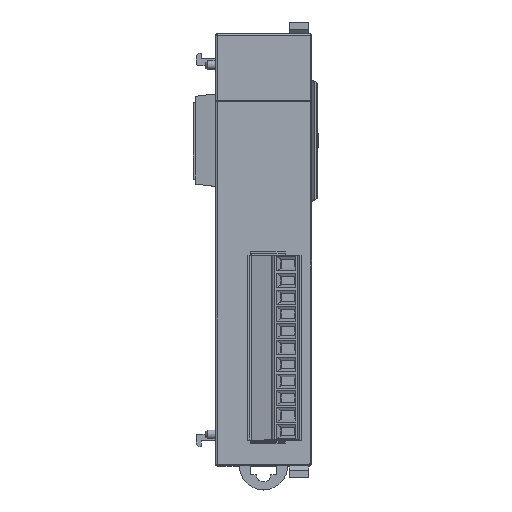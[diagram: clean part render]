
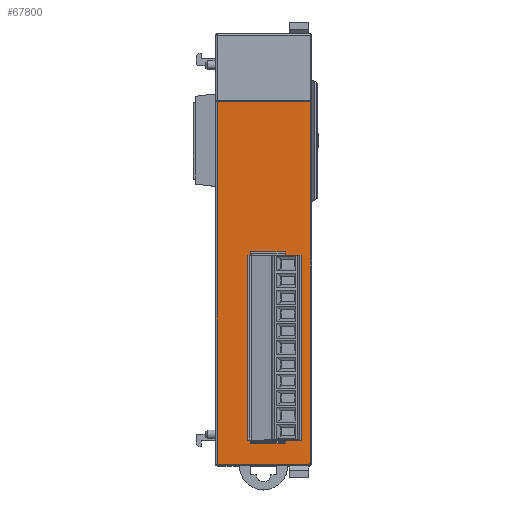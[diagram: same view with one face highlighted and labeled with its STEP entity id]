
A CAD part, top view. The second image highlights one B-rep face of the part: STEP entity #67800.
In plain terms, the highlighted planar face has unit normal (0, 0, 1).
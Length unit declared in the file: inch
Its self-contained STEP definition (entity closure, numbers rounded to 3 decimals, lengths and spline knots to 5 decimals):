
#135 = CARTESIAN_POINT ( 'NONE',  ( 0.17835, -1.338, 2.3622 ) ) ;
#1370 = ORIENTED_EDGE ( 'NONE', *, *, #52311, .T. ) ;
#3188 = CARTESIAN_POINT ( 'NONE',  ( 0.37736, -1.5191, 2.3622 ) ) ;
#4758 = DIRECTION ( 'NONE',  ( 0., 1., 0. ) ) ;
#6500 = ORIENTED_EDGE ( 'NONE', *, *, #39173, .T. ) ;
#6648 = VECTOR ( 'NONE', #59172, 39.37008 ) ;
#7163 = ORIENTED_EDGE ( 'NONE', *, *, #67006, .T. ) ;
#7628 = LINE ( 'NONE', #30705, #25708 ) ;
#9810 = EDGE_CURVE ( 'NONE', #11647, #11901, #64812, .T. ) ;
#10242 = CARTESIAN_POINT ( 'NONE',  ( 0.37923, -1.51832, 2.3622 ) ) ;
#11094 = CARTESIAN_POINT ( 'NONE',  ( 0.17835, -1.34981, 2.3622 ) ) ;
#11647 = VERTEX_POINT ( 'NONE', #12394 ) ;
#11768 = CARTESIAN_POINT ( 'NONE',  ( 0.38307, -1.51123, 2.3622 ) ) ;
#11901 = VERTEX_POINT ( 'NONE', #73517 ) ;
#12394 = CARTESIAN_POINT ( 'NONE',  ( 0.17835, 0.22499, 2.3622 ) ) ;
#13146 = DIRECTION ( 'NONE',  ( -1., 0., 0. ) ) ;
#13667 = ORIENTED_EDGE ( 'NONE', *, *, #60401, .T. ) ;
#15269 = ORIENTED_EDGE ( 'NONE', *, *, #25091, .T. ) ;
#16017 = VECTOR ( 'NONE', #76508, 39.37008 ) ;
#17226 = CARTESIAN_POINT ( 'NONE',  ( 0.31614, 0.22499, 2.3622 ) ) ;
#17255 = CARTESIAN_POINT ( 'NONE',  ( 0.38307, 1.45334, 2.3622 ) ) ;
#19288 = DIRECTION ( 'NONE',  ( 0., 1., 0. ) ) ;
#20453 = LINE ( 'NONE', #92014, #16017 ) ;
#20744 = EDGE_LOOP ( 'NONE', ( #6500, #75679, #1370, #30704, #15269, #7163 ) ) ;
#24065 = VECTOR ( 'NONE', #51326, 39.37008 ) ;
#24975 = VERTEX_POINT ( 'NONE', #11768 ) ;
#25091 = EDGE_CURVE ( 'NONE', #80395, #54252, #84700, .T. ) ;
#25708 = VECTOR ( 'NONE', #36358, 39.37008 ) ;
#27596 = DIRECTION ( 'NONE',  ( 0., 0., 1. ) ) ;
#30704 = ORIENTED_EDGE ( 'NONE', *, *, #85517, .F. ) ;
#30705 = CARTESIAN_POINT ( 'NONE',  ( 0.17835, 0.24074, 2.3622 ) ) ;
#32672 = LINE ( 'NONE', #53408, #67125 ) ;
#33072 = VERTEX_POINT ( 'NONE', #79521 ) ;
#33626 = CARTESIAN_POINT ( 'NONE',  ( 0.31614, -1.5191, 2.3622 ) ) ;
#35037 = ORIENTED_EDGE ( 'NONE', *, *, #62924, .F. ) ;
#35730 = EDGE_CURVE ( 'NONE', #59294, #53495, #32672, .T. ) ;
#36358 = DIRECTION ( 'NONE',  ( 0., 1., 0. ) ) ;
#37003 = LINE ( 'NONE', #17226, #82564 ) ;
#39044 = CARTESIAN_POINT ( 'NONE',  ( -0.10512, -1.34981, 2.3622 ) ) ;
#39173 = EDGE_CURVE ( 'NONE', #56753, #11647, #37003, .T. ) ;
#39695 = B_SPLINE_CURVE_WITH_KNOTS ( 'NONE', 3,
 ( #52641, #3188, #10242, #44625, #73815, #60168 ),
 .UNSPECIFIED., .F., .F.,
 ( 4, 2, 4 ),
 ( 0., 0.5, 1. ),
 .UNSPECIFIED. ) ;
#40041 = CARTESIAN_POINT ( 'NONE',  ( -0.38071, -6.14997, 2.3622 ) ) ;
#44625 = CARTESIAN_POINT ( 'NONE',  ( 0.3823, -1.51527, 2.3622 ) ) ;
#49232 = PLANE ( 'NONE',  #59695 ) ;
#51326 = DIRECTION ( 'NONE',  ( 0., -1., 0. ) ) ;
#52154 = VECTOR ( 'NONE', #13146, 39.37008 ) ;
#52311 = EDGE_CURVE ( 'NONE', #11901, #83359, #59353, .T. ) ;
#52641 = CARTESIAN_POINT ( 'NONE',  ( 0.3752, -1.5191, 2.3622 ) ) ;
#53408 = CARTESIAN_POINT ( 'NONE',  ( 0.31614, 1.45334, 2.3622 ) ) ;
#53495 = VERTEX_POINT ( 'NONE', #17255 ) ;
#53585 = ORIENTED_EDGE ( 'NONE', *, *, #35730, .F. ) ;
#54252 = VERTEX_POINT ( 'NONE', #39044 ) ;
#54682 = CARTESIAN_POINT ( 'NONE',  ( -0.10512, -1.53091, 2.3622 ) ) ;
#55840 = CARTESIAN_POINT ( 'NONE',  ( 0.31614, -1.53091, 2.3622 ) ) ;
#56318 = FACE_OUTER_BOUND ( 'NONE', #77082, .T. ) ;
#56753 = VERTEX_POINT ( 'NONE', #66242 ) ;
#57207 = EDGE_CURVE ( 'NONE', #33072, #69040, #77368, .T. ) ;
#59172 = DIRECTION ( 'NONE',  ( 0., -1., 0. ) ) ;
#59294 = VERTEX_POINT ( 'NONE', #64874 ) ;
#59353 = LINE ( 'NONE', #66878, #24065 ) ;
#59695 = AXIS2_PLACEMENT_3D ( 'NONE', #55840, #27596, #92982 ) ;
#60168 = CARTESIAN_POINT ( 'NONE',  ( 0.38307, -1.51123, 2.3622 ) ) ;
#60401 = EDGE_CURVE ( 'NONE', #69040, #24975, #39695, .T. ) ;
#62656 = LINE ( 'NONE', #54682, #73042 ) ;
#62924 = EDGE_CURVE ( 'NONE', #33072, #59294, #89911, .T. ) ;
#64812 = LINE ( 'NONE', #65727, #6648 ) ;
#64874 = CARTESIAN_POINT ( 'NONE',  ( -0.38071, 1.45334, 2.3622 ) ) ;
#65727 = CARTESIAN_POINT ( 'NONE',  ( 0.17835, -1.53091, 2.3622 ) ) ;
#66242 = CARTESIAN_POINT ( 'NONE',  ( -0.10512, 0.22499, 2.3622 ) ) ;
#66438 = VECTOR ( 'NONE', #19288, 39.37008 ) ;
#66878 = CARTESIAN_POINT ( 'NONE',  ( 0.17835, -1.53091, 2.3622 ) ) ;
#67006 = EDGE_CURVE ( 'NONE', #54252, #56753, #62656, .T. ) ;
#67125 = VECTOR ( 'NONE', #75525, 39.37008 ) ;
#67800 = ADVANCED_FACE ( 'NONE', ( #85926, #56318 ), #49232, .T. ) ;
#69040 = VERTEX_POINT ( 'NONE', #71368 ) ;
#71368 = CARTESIAN_POINT ( 'NONE',  ( 0.3752, -1.5191, 2.3622 ) ) ;
#73042 = VECTOR ( 'NONE', #4758, 39.37008 ) ;
#73517 = CARTESIAN_POINT ( 'NONE',  ( 0.17835, 0.20925, 2.3622 ) ) ;
#73815 = CARTESIAN_POINT ( 'NONE',  ( 0.38307, -1.51342, 2.3622 ) ) ;
#74643 = DIRECTION ( 'NONE',  ( 1., 0., 0. ) ) ;
#75525 = DIRECTION ( 'NONE',  ( 1., 0., 0. ) ) ;
#75679 = ORIENTED_EDGE ( 'NONE', *, *, #9810, .T. ) ;
#76508 = DIRECTION ( 'NONE',  ( 0., 1., 0. ) ) ;
#77082 = EDGE_LOOP ( 'NONE', ( #35037, #90183, #13667, #89979, #53585 ) ) ;
#77368 = LINE ( 'NONE', #33626, #86914 ) ;
#77629 = CARTESIAN_POINT ( 'NONE',  ( 0.31614, -1.34981, 2.3622 ) ) ;
#79521 = CARTESIAN_POINT ( 'NONE',  ( -0.38071, -1.5191, 2.3622 ) ) ;
#80395 = VERTEX_POINT ( 'NONE', #11094 ) ;
#80500 = EDGE_CURVE ( 'NONE', #24975, #53495, #20453, .T. ) ;
#82564 = VECTOR ( 'NONE', #74643, 39.37008 ) ;
#83359 = VERTEX_POINT ( 'NONE', #135 ) ;
#84700 = LINE ( 'NONE', #77629, #52154 ) ;
#85517 = EDGE_CURVE ( 'NONE', #80395, #83359, #7628, .T. ) ;
#85926 = FACE_BOUND ( 'NONE', #20744, .T. ) ;
#86914 = VECTOR ( 'NONE', #91947, 39.37008 ) ;
#89911 = LINE ( 'NONE', #40041, #66438 ) ;
#89979 = ORIENTED_EDGE ( 'NONE', *, *, #80500, .T. ) ;
#90183 = ORIENTED_EDGE ( 'NONE', *, *, #57207, .T. ) ;
#91947 = DIRECTION ( 'NONE',  ( 1., 0., 0. ) ) ;
#92014 = CARTESIAN_POINT ( 'NONE',  ( 0.38307, -1.53091, 2.3622 ) ) ;
#92982 = DIRECTION ( 'NONE',  ( 0., 1., 0. ) ) ;
